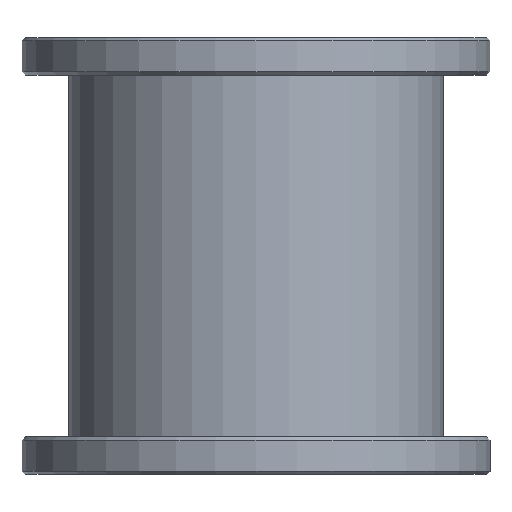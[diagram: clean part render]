
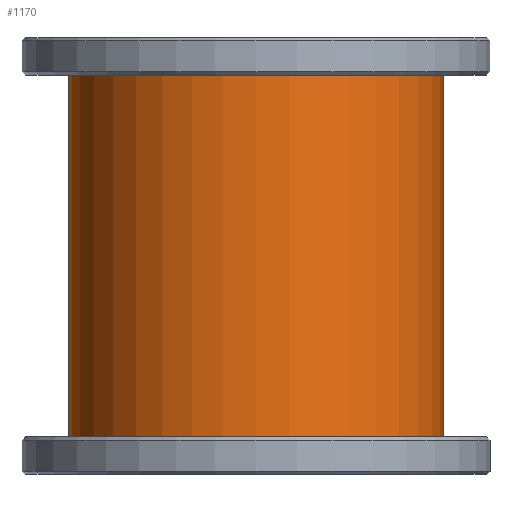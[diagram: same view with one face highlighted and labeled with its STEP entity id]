
A CAD part, front view. The second image highlights one B-rep face of the part: STEP entity #1170.
In plain terms, the highlighted cylindrical face has radius 6 mm (diameter 12 mm), a partial arc.
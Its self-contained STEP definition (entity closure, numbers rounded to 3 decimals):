
#81 = EDGE_CURVE ( 'NONE', #1174, #1775, #1515, .T. ) ;
#99 = VERTEX_POINT ( 'NONE', #1954 ) ;
#187 = CIRCLE ( 'NONE', #1202, 6. ) ;
#235 = VECTOR ( 'NONE', #1900, 1000. ) ;
#266 = CARTESIAN_POINT ( 'NONE',  ( -6., 0., 7. ) ) ;
#289 = ORIENTED_EDGE ( 'NONE', *, *, #81, .T. ) ;
#379 = DIRECTION ( 'NONE',  ( 1., 0., 0. ) ) ;
#398 = AXIS2_PLACEMENT_3D ( 'NONE', #489, #1324, #1657 ) ;
#452 = LINE ( 'NONE', #266, #235 ) ;
#489 = CARTESIAN_POINT ( 'NONE',  ( 0., 0., -5.8 ) ) ;
#546 = DIRECTION ( 'NONE',  ( 0., 0., 1. ) ) ;
#656 = DIRECTION ( 'NONE',  ( 0., 0., 1. ) ) ;
#766 = ORIENTED_EDGE ( 'NONE', *, *, #815, .F. ) ;
#815 = EDGE_CURVE ( 'NONE', #818, #99, #187, .T. ) ;
#818 = VERTEX_POINT ( 'NONE', #899 ) ;
#899 = CARTESIAN_POINT ( 'NONE',  ( -6., 0., 5.8 ) ) ;
#962 = EDGE_CURVE ( 'NONE', #1174, #818, #452, .T. ) ;
#1040 = VECTOR ( 'NONE', #1825, 1000. ) ;
#1170 = ADVANCED_FACE ( 'NONE', ( #1918 ), #1894, .T. ) ;
#1174 = VERTEX_POINT ( 'NONE', #1316 ) ;
#1202 = AXIS2_PLACEMENT_3D ( 'NONE', #1547, #546, #379 ) ;
#1316 = CARTESIAN_POINT ( 'NONE',  ( -6., 0., -5.8 ) ) ;
#1324 = DIRECTION ( 'NONE',  ( 0., 0., 1. ) ) ;
#1325 = CARTESIAN_POINT ( 'NONE',  ( 6., 0., -5.8 ) ) ;
#1343 = DIRECTION ( 'NONE',  ( 1., 0., 0. ) ) ;
#1355 = CARTESIAN_POINT ( 'NONE',  ( 6., 0., 7. ) ) ;
#1502 = ORIENTED_EDGE ( 'NONE', *, *, #962, .F. ) ;
#1515 = CIRCLE ( 'NONE', #398, 6. ) ;
#1547 = CARTESIAN_POINT ( 'NONE',  ( 0., 0., 5.8 ) ) ;
#1654 = CARTESIAN_POINT ( 'NONE',  ( 0., 0., 7. ) ) ;
#1657 = DIRECTION ( 'NONE',  ( 1., 0., 0. ) ) ;
#1746 = LINE ( 'NONE', #1355, #1040 ) ;
#1775 = VERTEX_POINT ( 'NONE', #1325 ) ;
#1792 = EDGE_CURVE ( 'NONE', #1775, #99, #1746, .T. ) ;
#1825 = DIRECTION ( 'NONE',  ( 0., 0., 1. ) ) ;
#1877 = EDGE_LOOP ( 'NONE', ( #1502, #289, #2007, #766 ) ) ;
#1894 = CYLINDRICAL_SURFACE ( 'NONE', #1953, 6. ) ;
#1900 = DIRECTION ( 'NONE',  ( 0., 0., 1. ) ) ;
#1918 = FACE_OUTER_BOUND ( 'NONE', #1877, .T. ) ;
#1953 = AXIS2_PLACEMENT_3D ( 'NONE', #1654, #656, #1343 ) ;
#1954 = CARTESIAN_POINT ( 'NONE',  ( 6., 0., 5.8 ) ) ;
#2007 = ORIENTED_EDGE ( 'NONE', *, *, #1792, .T. ) ;
